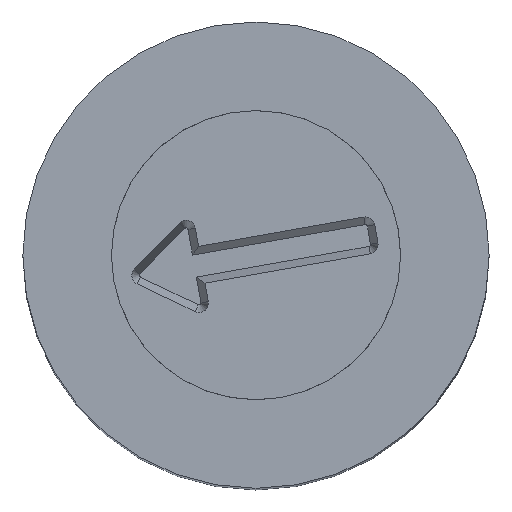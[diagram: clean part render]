
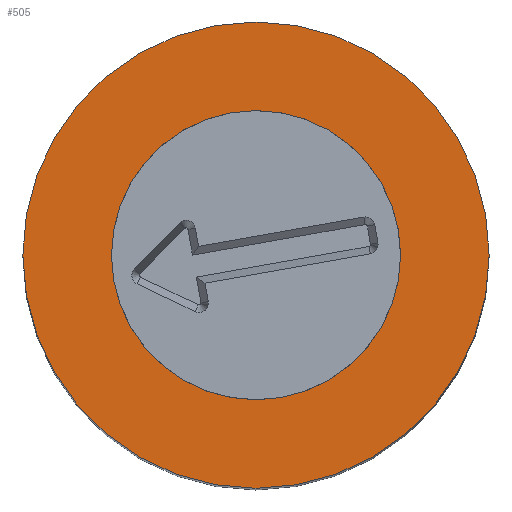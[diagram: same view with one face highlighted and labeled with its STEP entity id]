
A CAD part, top view. The second image highlights one B-rep face of the part: STEP entity #505.
In plain terms, the highlighted planar face has unit normal (0, 0, 1).
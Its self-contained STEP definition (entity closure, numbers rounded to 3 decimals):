
#29=FACE_BOUND('',#96,.T.);
#34=PLANE('',#616);
#62=FACE_OUTER_BOUND('',#95,.T.);
#95=EDGE_LOOP('',(#384));
#96=EDGE_LOOP('',(#385));
#201=CIRCLE('',#603,1.55);
#208=CIRCLE('',#615,2.5);
#234=VERTEX_POINT('',#857);
#241=VERTEX_POINT('',#880);
#282=EDGE_CURVE('',#234,#234,#201,.T.);
#293=EDGE_CURVE('',#241,#241,#208,.T.);
#384=ORIENTED_EDGE('',*,*,#293,.F.);
#385=ORIENTED_EDGE('',*,*,#282,.T.);
#505=ADVANCED_FACE('',(#62,#29),#34,.F.);
#603=AXIS2_PLACEMENT_3D('',#858,#687,#688);
#615=AXIS2_PLACEMENT_3D('',#881,#715,#716);
#616=AXIS2_PLACEMENT_3D('',#883,#718,#719);
#687=DIRECTION('center_axis',(0.,0.,-1.));
#688=DIRECTION('ref_axis',(1.,0.,0.));
#715=DIRECTION('center_axis',(0.,0.,-1.));
#716=DIRECTION('ref_axis',(-1.,0.,0.));
#718=DIRECTION('center_axis',(0.,0.,-1.));
#719=DIRECTION('ref_axis',(-1.,0.,0.));
#857=CARTESIAN_POINT('',(-1.55,0.,12.));
#858=CARTESIAN_POINT('Origin',(0.,0.,12.));
#880=CARTESIAN_POINT('',(2.5,0.,12.));
#881=CARTESIAN_POINT('Origin',(0.,0.,12.));
#883=CARTESIAN_POINT('Origin',(0.,0.,12.));
